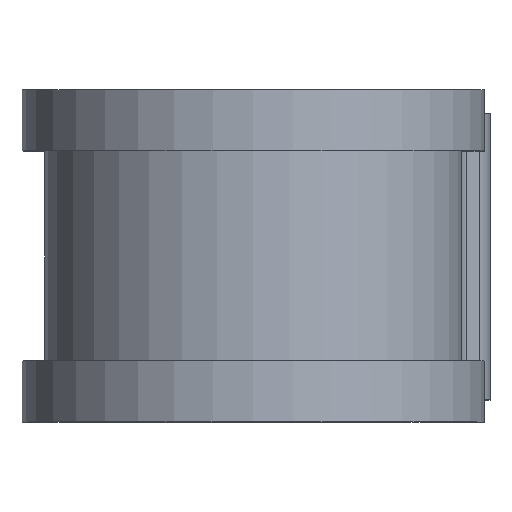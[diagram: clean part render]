
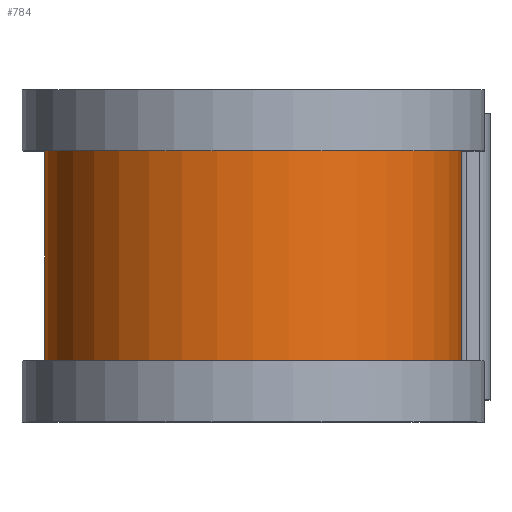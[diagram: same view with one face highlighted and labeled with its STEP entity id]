
A CAD part, top view. The second image highlights one B-rep face of the part: STEP entity #784.
In plain terms, the highlighted cylindrical face has radius 13.856 mm (diameter 27.711 mm), a partial arc.
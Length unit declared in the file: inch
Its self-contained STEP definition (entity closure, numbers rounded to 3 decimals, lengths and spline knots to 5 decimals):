
#110 = CARTESIAN_POINT ( 'NONE',  ( 0., -0.275, -0.5455 ) ) ;
#126 = AXIS2_PLACEMENT_3D ( 'NONE', #1551, #722, #1696 ) ;
#144 = VERTEX_POINT ( 'NONE', #1392 ) ;
#208 = CARTESIAN_POINT ( 'NONE',  ( 0.5455, 0.375, 0. ) ) ;
#303 = CARTESIAN_POINT ( 'NONE',  ( 0., 0.375, -0.5455 ) ) ;
#338 = DIRECTION ( 'NONE',  ( 0., -1., 0. ) ) ;
#339 = DIRECTION ( 'NONE',  ( 0., -1., 0. ) ) ;
#416 = ORIENTED_EDGE ( 'NONE', *, *, #1186, .T. ) ;
#441 = DIRECTION ( 'NONE',  ( 0., -1., 0. ) ) ;
#443 = ORIENTED_EDGE ( 'NONE', *, *, #804, .F. ) ;
#512 = AXIS2_PLACEMENT_3D ( 'NONE', #681, #1703, #1006 ) ;
#598 = VERTEX_POINT ( 'NONE', #670 ) ;
#670 = CARTESIAN_POINT ( 'NONE',  ( 0.5455, -0.275, 0. ) ) ;
#681 = CARTESIAN_POINT ( 'NONE',  ( 0., 0.375, 0. ) ) ;
#722 = DIRECTION ( 'NONE',  ( 0., -1., 0. ) ) ;
#784 = ADVANCED_FACE ( 'NONE', ( #1094 ), #1121, .T. ) ;
#804 = EDGE_CURVE ( 'NONE', #1529, #598, #1125, .T. ) ;
#823 = CARTESIAN_POINT ( 'NONE',  ( 0.5455, 0.275, 0. ) ) ;
#910 = EDGE_LOOP ( 'NONE', ( #443, #416, #1042, #1057 ) ) ;
#1006 = DIRECTION ( 'NONE',  ( 0., 0., -1. ) ) ;
#1042 = ORIENTED_EDGE ( 'NONE', *, *, #1056, .T. ) ;
#1056 = EDGE_CURVE ( 'NONE', #144, #1344, #1263, .T. ) ;
#1057 = ORIENTED_EDGE ( 'NONE', *, *, #1632, .F. ) ;
#1094 = FACE_OUTER_BOUND ( 'NONE', #910, .T. ) ;
#1121 = CYLINDRICAL_SURFACE ( 'NONE', #512, 0.5455 ) ;
#1125 = LINE ( 'NONE', #208, #1147 ) ;
#1147 = VECTOR ( 'NONE', #338, 39.37008 ) ;
#1151 = CIRCLE ( 'NONE', #126, 0.5455 ) ;
#1155 = CARTESIAN_POINT ( 'NONE',  ( 0., 0.275, 0. ) ) ;
#1186 = EDGE_CURVE ( 'NONE', #1529, #144, #1577, .T. ) ;
#1263 = LINE ( 'NONE', #303, #1283 ) ;
#1283 = VECTOR ( 'NONE', #441, 39.37008 ) ;
#1306 = DIRECTION ( 'NONE',  ( 0., 0., -1. ) ) ;
#1334 = AXIS2_PLACEMENT_3D ( 'NONE', #1155, #339, #1306 ) ;
#1344 = VERTEX_POINT ( 'NONE', #110 ) ;
#1392 = CARTESIAN_POINT ( 'NONE',  ( 0., 0.275, -0.5455 ) ) ;
#1529 = VERTEX_POINT ( 'NONE', #823 ) ;
#1551 = CARTESIAN_POINT ( 'NONE',  ( 0., -0.275, 0. ) ) ;
#1577 = CIRCLE ( 'NONE', #1334, 0.5455 ) ;
#1632 = EDGE_CURVE ( 'NONE', #598, #1344, #1151, .T. ) ;
#1696 = DIRECTION ( 'NONE',  ( 0., 0., -1. ) ) ;
#1703 = DIRECTION ( 'NONE',  ( 0., -1., 0. ) ) ;
